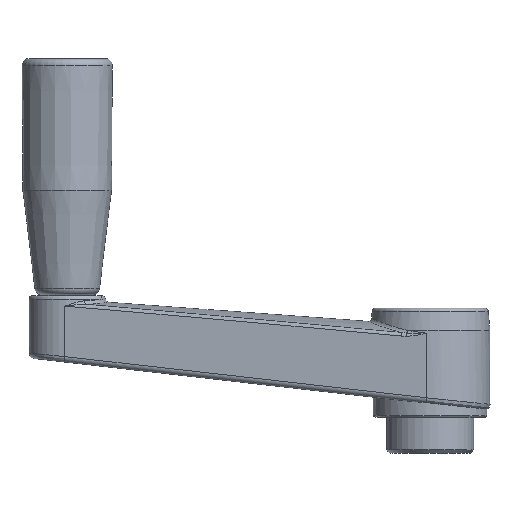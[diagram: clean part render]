
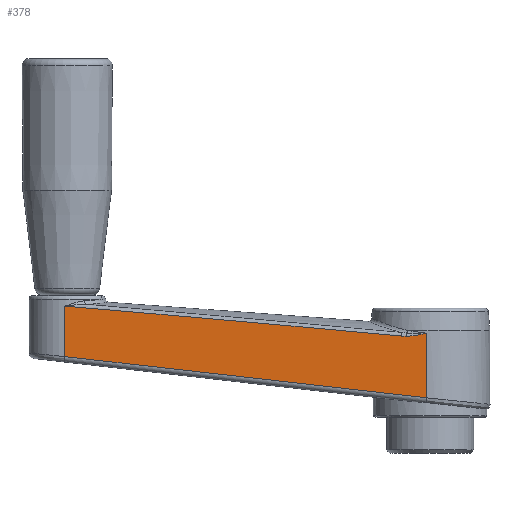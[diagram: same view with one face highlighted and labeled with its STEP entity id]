
A CAD part, left-side view. The second image highlights one B-rep face of the part: STEP entity #378.
In plain terms, the highlighted planar face has unit normal (-0.998, 0.06, 0).
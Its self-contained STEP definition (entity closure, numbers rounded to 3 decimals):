
#378 = ADVANCED_FACE( '', ( #811 ), #812, .T. );
#811 = FACE_OUTER_BOUND( '', #2865, .T. );
#812 = PLANE( '', #2866 );
#2865 = EDGE_LOOP( '', ( #4034, #4035, #4036, #4037, #4038, #4039 ) );
#2866 = AXIS2_PLACEMENT_3D( '', #4040, #4041, #4042 );
#4034 = ORIENTED_EDGE( '', *, *, #4703, .F. );
#4035 = ORIENTED_EDGE( '', *, *, #4573, .T. );
#4036 = ORIENTED_EDGE( '', *, *, #4359, .T. );
#4037 = ORIENTED_EDGE( '', *, *, #4645, .T. );
#4038 = ORIENTED_EDGE( '', *, *, #4342, .T. );
#4039 = ORIENTED_EDGE( '', *, *, #4704, .T. );
#4040 = CARTESIAN_POINT( '', ( -16.47, 0.99, 34. ) );
#4041 = DIRECTION( '', ( -0.998, 0.06, 0. ) );
#4042 = DIRECTION( '', ( -0.06, -0.998, 0. ) );
#4342 = EDGE_CURVE( '', #4811, #4777, #4812, .T. );
#4359 = EDGE_CURVE( '', #4840, #4838, #4841, .T. );
#4573 = EDGE_CURVE( '', #5184, #4840, #5185, .F. );
#4645 = EDGE_CURVE( '', #4838, #4811, #5283, .T. );
#4703 = EDGE_CURVE( '', #5184, #5355, #5356, .T. );
#4704 = EDGE_CURVE( '', #4777, #5355, #5357, .F. );
#4777 = VERTEX_POINT( '', #5675 );
#4811 = VERTEX_POINT( '', #5818 );
#4812 = LINE( '', #5819, #5820 );
#4838 = VERTEX_POINT( '', #5886 );
#4840 = VERTEX_POINT( '', #5888 );
#4841 = B_SPLINE_CURVE_WITH_KNOTS( '', 3, ( #5889, #5890, #5891, #5892, #5893, #5894 ), .UNSPECIFIED., .F., .F., ( 4, 2, 4 ), ( 0., 0.001, 0.001 ), .UNSPECIFIED. );
#5184 = VERTEX_POINT( '', #6708 );
#5185 = B_SPLINE_CURVE_WITH_KNOTS( '', 3, ( #6709, #6710, #6711, #6712, #6713, #6714, #6715, #6716, #6717, #6718, #6719, #6720, #6721, #6722, #6723, #6724, #6725, #6726, #6727, #6728, #6729, #6730, #6731, #6732, #6733, #6734 ), .UNSPECIFIED., .F., .F., ( 4, 2, 2, 2, 2, 1, 2, 2, 1, 1, 1, 1, 1, 2, 2, 4 ), ( 0., 0.001, 0.001, 0.002, 0.003, 0.004, 0.004, 0.004, 0.004, 0.005, 0.005, 0.005, 0.006, 0.006, 0.006, 0.006 ), .UNSPECIFIED. );
#5283 = ELLIPSE( '', #6951, 818.866, 49. );
#5355 = VERTEX_POINT( '', #7133 );
#5356 = LINE( '', #7134, #7135 );
#5357 = LINE( '', #7136, #7137 );
#5675 = CARTESIAN_POINT( '', ( -10.481, 100.63, 16.686 ) );
#5818 = CARTESIAN_POINT( '', ( -10.481, 100.63, 30.595 ) );
#5819 = CARTESIAN_POINT( '', ( -10.481, 100.63, 34. ) );
#5820 = VECTOR( '', #7230, 1000. );
#5886 = CARTESIAN_POINT( '', ( -16.053, 7.935, 22.34 ) );
#5888 = CARTESIAN_POINT( '', ( -16.134, 6.578, 22.291 ) );
#5889 = CARTESIAN_POINT( '', ( -16.134, 6.578, 22.291 ) );
#5890 = CARTESIAN_POINT( '', ( -16.121, 6.804, 22.287 ) );
#5891 = CARTESIAN_POINT( '', ( -16.107, 7.031, 22.289 ) );
#5892 = CARTESIAN_POINT( '', ( -16.08, 7.483, 22.305 ) );
#5893 = CARTESIAN_POINT( '', ( -16.066, 7.709, 22.319 ) );
#5894 = CARTESIAN_POINT( '', ( -16.053, 7.935, 22.34 ) );
#6708 = CARTESIAN_POINT( '', ( -16.47, 0.99, 23.128 ) );
#6709 = CARTESIAN_POINT( '', ( -16.134, 6.578, 22.291 ) );
#6710 = CARTESIAN_POINT( '', ( -16.149, 6.341, 22.293 ) );
#6711 = CARTESIAN_POINT( '', ( -16.163, 6.105, 22.301 ) );
#6712 = CARTESIAN_POINT( '', ( -16.191, 5.634, 22.326 ) );
#6713 = CARTESIAN_POINT( '', ( -16.205, 5.399, 22.343 ) );
#6714 = CARTESIAN_POINT( '', ( -16.233, 4.93, 22.387 ) );
#6715 = CARTESIAN_POINT( '', ( -16.248, 4.695, 22.413 ) );
#6716 = CARTESIAN_POINT( '', ( -16.276, 4.228, 22.472 ) );
#6717 = CARTESIAN_POINT( '', ( -16.29, 3.995, 22.506 ) );
#6718 = CARTESIAN_POINT( '', ( -16.318, 3.53, 22.58 ) );
#6719 = CARTESIAN_POINT( '', ( -16.339, 3.181, 22.641 ) );
#6720 = CARTESIAN_POINT( '', ( -16.359, 2.833, 22.708 ) );
#6721 = CARTESIAN_POINT( '', ( -16.37, 2.66, 22.743 ) );
#6722 = CARTESIAN_POINT( '', ( -16.373, 2.602, 22.755 ) );
#6723 = CARTESIAN_POINT( '', ( -16.38, 2.486, 22.779 ) );
#6724 = CARTESIAN_POINT( '', ( -16.398, 2.197, 22.84 ) );
#6725 = CARTESIAN_POINT( '', ( -16.422, 1.793, 22.931 ) );
#6726 = CARTESIAN_POINT( '', ( -16.446, 1.391, 23.027 ) );
#6727 = CARTESIAN_POINT( '', ( -16.458, 1.19, 23.077 ) );
#6728 = CARTESIAN_POINT( '', ( -16.464, 1.09, 23.102 ) );
#6729 = CARTESIAN_POINT( '', ( -16.467, 1.047, 23.113 ) );
#6730 = CARTESIAN_POINT( '', ( -16.468, 1.026, 23.118 ) );
#6731 = CARTESIAN_POINT( '', ( -16.469, 1.019, 23.12 ) );
#6732 = CARTESIAN_POINT( '', ( -16.469, 1.004, 23.124 ) );
#6733 = CARTESIAN_POINT( '', ( -16.47, 0.997, 23.126 ) );
#6734 = CARTESIAN_POINT( '', ( -16.47, 0.99, 23.128 ) );
#6951 = AXIS2_PLACEMENT_3D( '', #7555, #7556, #7557 );
#7133 = CARTESIAN_POINT( '', ( -16.47, 0.99, 5.333 ) );
#7134 = CARTESIAN_POINT( '', ( -16.47, 0.99, 34. ) );
#7135 = VECTOR( '', #7612, 1000. );
#7136 = CARTESIAN_POINT( '', ( -16.48, 0.822, 5.314 ) );
#7137 = VECTOR( '', #7613, 1000. );
#7230 = DIRECTION( '', ( 0., 0., -1. ) );
#7555 = CARTESIAN_POINT( '', ( -0.998, 258.393, -6.023 ) );
#7556 = DIRECTION( '', ( -0.998, 0.06, 0. ) );
#7557 = DIRECTION( '', ( 0.06, 0.996, 0.073 ) );
#7612 = DIRECTION( '', ( 0., 0., -1. ) );
#7613 = DIRECTION( '', ( 0.06, 0.992, 0.113 ) );
